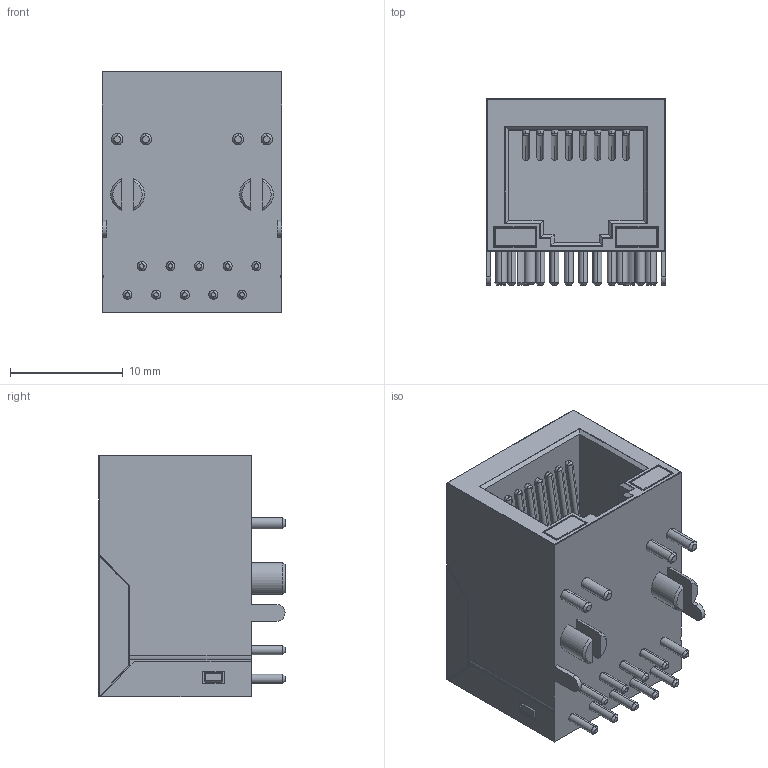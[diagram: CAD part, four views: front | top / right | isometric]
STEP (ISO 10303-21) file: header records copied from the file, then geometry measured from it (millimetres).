
FILE_DESCRIPTION(('STEP AP214'),'1');
FILE_NAME('RJ45.stp','2021-09-27T03:50:47',(' '),(' '),'Spatial InterOp 3D',' ',' ');
FILE_SCHEMA(('automotive_design'));
Length unit declared in the file: millimetre
Products named in the file (3): ____9; ____7[2]; ____4
Bounding box: 15.88 x 16.5 x 21.4 mm (x, y, z)
Volume: 3010.5 mm3; surface area: 2928.1 mm2
Topology: 3 solids, 3 shells, 552 faces, 1410 edges, 888 vertices
Faces by surface type: plane 284, cylinder 140, bspline 88, cone 36, sphere 4
Entity records: 28671 total; most frequent: CARTESIAN_POINT 11295, ORIENTED_EDGE 2776, DIRECTION 2434, EDGE_CURVE 1388, LINE 940, VECTOR 940, VERTEX_POINT 888, AXIS2_PLACEMENT_3D 747
